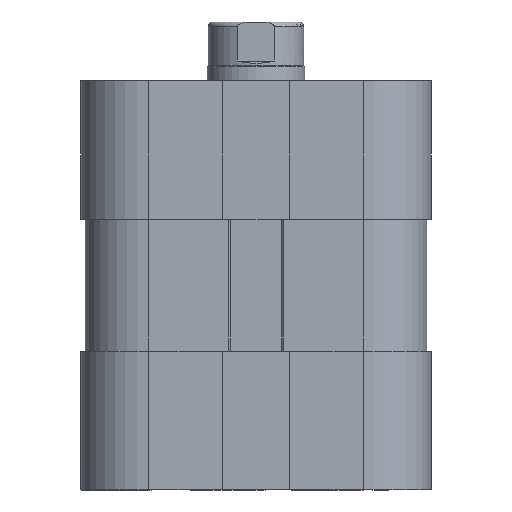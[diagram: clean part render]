
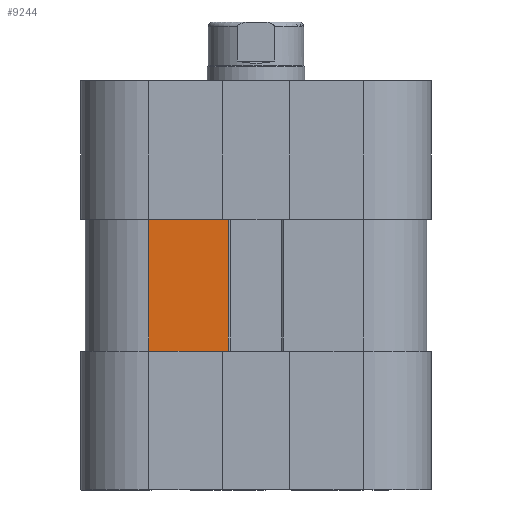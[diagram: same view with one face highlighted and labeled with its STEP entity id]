
A CAD part, front view. The second image highlights one B-rep face of the part: STEP entity #9244.
In plain terms, the highlighted planar face has unit normal (0, -1, 0).
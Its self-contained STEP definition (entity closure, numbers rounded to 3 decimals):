
#922=FACE_OUTER_BOUND('',#1713,.T.);
#1713=EDGE_LOOP('',(#7520,#7521,#7522,#7523));
#2794=LINE('',#14790,#3514);
#2833=LINE('',#14974,#3553);
#2966=LINE('',#15368,#3686);
#2967=LINE('',#15370,#3687);
#3514=VECTOR('',#11760,8.15);
#3553=VECTOR('',#11907,8.15);
#3686=VECTOR('',#12330,13.5);
#3687=VECTOR('',#12333,13.5);
#4391=VERTEX_POINT('',#14787);
#4392=VERTEX_POINT('',#14789);
#4482=VERTEX_POINT('',#14971);
#4483=VERTEX_POINT('',#14973);
#5348=EDGE_CURVE('',#4392,#4391,#2794,.T.);
#5439=EDGE_CURVE('',#4483,#4482,#2833,.T.);
#5637=EDGE_CURVE('',#4392,#4482,#2966,.T.);
#5638=EDGE_CURVE('',#4391,#4483,#2967,.T.);
#7520=ORIENTED_EDGE('',*,*,#5348,.T.);
#7521=ORIENTED_EDGE('',*,*,#5638,.T.);
#7522=ORIENTED_EDGE('',*,*,#5439,.T.);
#7523=ORIENTED_EDGE('',*,*,#5637,.F.);
#8729=PLANE('',#10214);
#9244=ADVANCED_FACE('',(#922),#8729,.T.);
#10214=AXIS2_PLACEMENT_3D('',#15369,#12331,#12332);
#11760=DIRECTION('',(-1.,0.,0.));
#11907=DIRECTION('',(1.,0.,0.));
#12330=DIRECTION('',(0.,0.,-1.));
#12331=DIRECTION('center_axis',(0.,-1.,0.));
#12332=DIRECTION('ref_axis',(0.,0.,-1.));
#12333=DIRECTION('',(0.,0.,-1.));
#14787=CARTESIAN_POINT('',(-11.,-17.5,13.6));
#14789=CARTESIAN_POINT('',(-2.85,-17.5,13.6));
#14790=CARTESIAN_POINT('',(-2.85,-17.5,13.6));
#14971=CARTESIAN_POINT('',(-2.85,-17.5,0.1));
#14973=CARTESIAN_POINT('',(-11.,-17.5,0.1));
#14974=CARTESIAN_POINT('',(-2.85,-17.5,0.1));
#15368=CARTESIAN_POINT('',(-2.85,-17.5,6.85));
#15369=CARTESIAN_POINT('Origin',(-2.85,-17.5,6.85));
#15370=CARTESIAN_POINT('',(-11.,-17.5,6.85));
